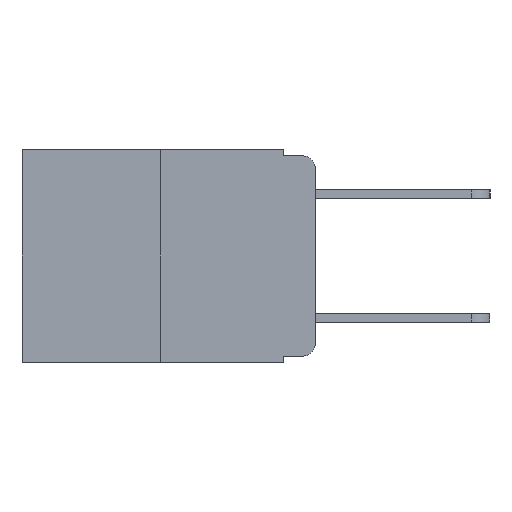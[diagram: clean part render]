
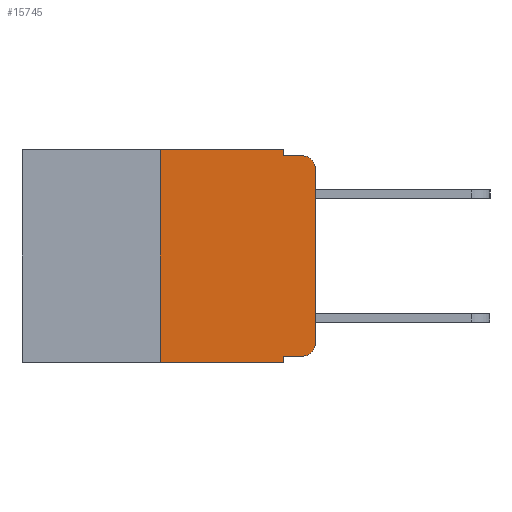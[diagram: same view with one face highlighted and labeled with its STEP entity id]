
A CAD part, left-side view. The second image highlights one B-rep face of the part: STEP entity #15745.
In plain terms, the highlighted planar face has unit normal (-1, 0, 0).
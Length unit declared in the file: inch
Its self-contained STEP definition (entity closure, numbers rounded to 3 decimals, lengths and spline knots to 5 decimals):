
#213 = EDGE_CURVE ( 'NONE', #4639, #12827, #15656, .T. ) ;
#239 = EDGE_CURVE ( 'NONE', #12827, #4767, #17854, .T. ) ;
#243 = EDGE_CURVE ( 'NONE', #6597, #4767, #13998, .T. ) ;
#251 = EDGE_CURVE ( 'NONE', #4134, #6597, #2103, .T. ) ;
#280 = EDGE_CURVE ( 'NONE', #10304, #9695, #16633, .T. ) ;
#285 = EDGE_CURVE ( 'NONE', #16544, #460, #5849, .T. ) ;
#316 = EDGE_CURVE ( 'NONE', #16544, #18785, #15847, .T. ) ;
#318 = EDGE_CURVE ( 'NONE', #18785, #4639, #8948, .T. ) ;
#355 = ORIENTED_EDGE ( 'NONE', *, *, #280, .F. ) ;
#460 = VERTEX_POINT ( 'NONE', #18355 ) ;
#471 = ORIENTED_EDGE ( 'NONE', *, *, #243, .F. ) ;
#472 = ORIENTED_EDGE ( 'NONE', *, *, #7979, .F. ) ;
#655 = DIRECTION ( 'NONE',  ( 0., 0., -1. ) ) ;
#743 = CARTESIAN_POINT ( 'NONE',  ( 0., 0.051, 0. ) ) ;
#1741 = LINE ( 'NONE', #9998, #9540 ) ;
#2103 = LINE ( 'NONE', #3768, #6366 ) ;
#2548 = CARTESIAN_POINT ( 'NONE',  ( 0., 0.02, -0.333 ) ) ;
#2987 = DIRECTION ( 'NONE',  ( -1., 0., 0. ) ) ;
#3007 = CARTESIAN_POINT ( 'NONE',  ( 0., 0.25, -0.343 ) ) ;
#3595 = CARTESIAN_POINT ( 'NONE',  ( 0., 0.473, -0.343 ) ) ;
#3768 = CARTESIAN_POINT ( 'NONE',  ( 0., 0.051, 0. ) ) ;
#4134 = VERTEX_POINT ( 'NONE', #743 ) ;
#4614 = EDGE_LOOP ( 'NONE', ( #5003, #13205, #471, #17451, #472, #355, #7070, #12349, #6334, #11213 ) ) ;
#4639 = VERTEX_POINT ( 'NONE', #9788 ) ;
#4767 = VERTEX_POINT ( 'NONE', #15674 ) ;
#4876 = VECTOR ( 'NONE', #8341, 39.37008 ) ;
#5003 = ORIENTED_EDGE ( 'NONE', *, *, #213, .T. ) ;
#5719 = CARTESIAN_POINT ( 'NONE',  ( 0., 0., -0.03 ) ) ;
#5849 = LINE ( 'NONE', #8987, #9385 ) ;
#5970 = LINE ( 'NONE', #3595, #6456 ) ;
#6334 = ORIENTED_EDGE ( 'NONE', *, *, #316, .T. ) ;
#6366 = VECTOR ( 'NONE', #11574, 39.37008 ) ;
#6456 = VECTOR ( 'NONE', #13865, 39.37008 ) ;
#6482 = CARTESIAN_POINT ( 'NONE',  ( 0., 0.051, -0.333 ) ) ;
#6536 = CARTESIAN_POINT ( 'NONE',  ( 0., 0.473, 0. ) ) ;
#6597 = VERTEX_POINT ( 'NONE', #18591 ) ;
#6885 = DIRECTION ( 'NONE',  ( 0., 0., 1. ) ) ;
#7070 = ORIENTED_EDGE ( 'NONE', *, *, #9084, .T. ) ;
#7979 = EDGE_CURVE ( 'NONE', #9695, #4134, #1741, .T. ) ;
#8341 = DIRECTION ( 'NONE',  ( 0., -1., 0. ) ) ;
#8901 = FACE_OUTER_BOUND ( 'NONE', #4614, .T. ) ;
#8948 = CIRCLE ( 'NONE', #13077, 0.02 ) ;
#8987 = CARTESIAN_POINT ( 'NONE',  ( 0., 0.051, 0. ) ) ;
#9084 = EDGE_CURVE ( 'NONE', #10304, #460, #5970, .T. ) ;
#9385 = VECTOR ( 'NONE', #655, 39.37008 ) ;
#9540 = VECTOR ( 'NONE', #11419, 39.37008 ) ;
#9548 = DIRECTION ( 'NONE',  ( 1., 0., 0. ) ) ;
#9638 = DIRECTION ( 'NONE',  ( 0., -1., 0. ) ) ;
#9695 = VERTEX_POINT ( 'NONE', #13444 ) ;
#9788 = CARTESIAN_POINT ( 'NONE',  ( 0., 0., -0.313 ) ) ;
#9998 = CARTESIAN_POINT ( 'NONE',  ( 0., 0.473, 0. ) ) ;
#10304 = VERTEX_POINT ( 'NONE', #3007 ) ;
#10398 = DIRECTION ( 'NONE',  ( 0., 0., -1. ) ) ;
#10611 = DIRECTION ( 'NONE',  ( 0., 0., -1. ) ) ;
#11090 = DIRECTION ( 'NONE',  ( 0., 0., 1. ) ) ;
#11175 = VECTOR ( 'NONE', #9638, 39.37008 ) ;
#11213 = ORIENTED_EDGE ( 'NONE', *, *, #318, .T. ) ;
#11419 = DIRECTION ( 'NONE',  ( 0., -1., 0. ) ) ;
#11574 = DIRECTION ( 'NONE',  ( 0., 0., -1. ) ) ;
#12006 = CARTESIAN_POINT ( 'NONE',  ( 0., 0.051, -0.01 ) ) ;
#12349 = ORIENTED_EDGE ( 'NONE', *, *, #285, .F. ) ;
#12827 = VERTEX_POINT ( 'NONE', #5719 ) ;
#13077 = AXIS2_PLACEMENT_3D ( 'NONE', #15347, #2987, #10398 ) ;
#13205 = ORIENTED_EDGE ( 'NONE', *, *, #239, .T. ) ;
#13444 = CARTESIAN_POINT ( 'NONE',  ( 0., 0.25, 0. ) ) ;
#13582 = VECTOR ( 'NONE', #6885, 39.37008 ) ;
#13831 = CARTESIAN_POINT ( 'NONE',  ( 0., 0.051, -0.333 ) ) ;
#13865 = DIRECTION ( 'NONE',  ( 0., -1., 0. ) ) ;
#13874 = CARTESIAN_POINT ( 'NONE',  ( 0., 0., 0. ) ) ;
#13998 = LINE ( 'NONE', #12006, #11175 ) ;
#14717 = DIRECTION ( 'NONE',  ( -1., 0., 0. ) ) ;
#14844 = VECTOR ( 'NONE', #11090, 39.37008 ) ;
#15070 = PLANE ( 'NONE',  #15471 ) ;
#15347 = CARTESIAN_POINT ( 'NONE',  ( 0., 0.02, -0.313 ) ) ;
#15471 = AXIS2_PLACEMENT_3D ( 'NONE', #6536, #9548, #18910 ) ;
#15656 = LINE ( 'NONE', #13874, #14844 ) ;
#15674 = CARTESIAN_POINT ( 'NONE',  ( 0., 0.02, -0.01 ) ) ;
#15745 = ADVANCED_FACE ( 'NONE', ( #8901 ), #15070, .F. ) ;
#15847 = LINE ( 'NONE', #13831, #4876 ) ;
#16544 = VERTEX_POINT ( 'NONE', #6482 ) ;
#16633 = LINE ( 'NONE', #16717, #13582 ) ;
#16717 = CARTESIAN_POINT ( 'NONE',  ( 0., 0.25, 0. ) ) ;
#17451 = ORIENTED_EDGE ( 'NONE', *, *, #251, .F. ) ;
#17781 = AXIS2_PLACEMENT_3D ( 'NONE', #17861, #14717, #10611 ) ;
#17854 = CIRCLE ( 'NONE', #17781, 0.02 ) ;
#17861 = CARTESIAN_POINT ( 'NONE',  ( 0., 0.02, -0.03 ) ) ;
#18355 = CARTESIAN_POINT ( 'NONE',  ( 0., 0.051, -0.343 ) ) ;
#18591 = CARTESIAN_POINT ( 'NONE',  ( 0., 0.051, -0.01 ) ) ;
#18785 = VERTEX_POINT ( 'NONE', #2548 ) ;
#18910 = DIRECTION ( 'NONE',  ( 0., 0., -1. ) ) ;
